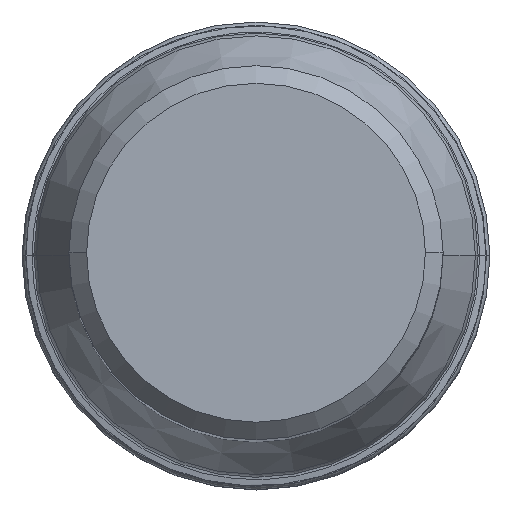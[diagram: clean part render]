
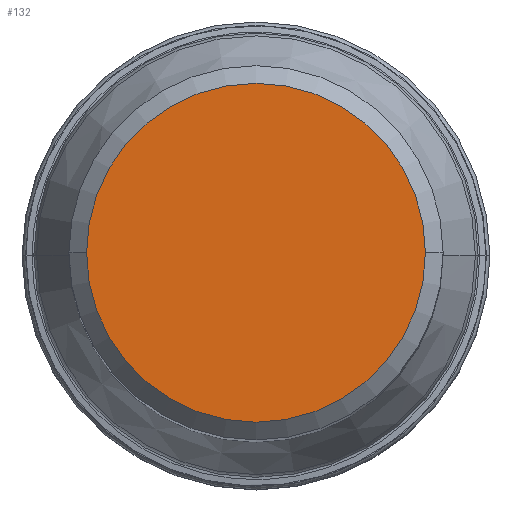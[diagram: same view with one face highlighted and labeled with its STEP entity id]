
A CAD part, top view. The second image highlights one B-rep face of the part: STEP entity #132.
In plain terms, the highlighted planar face has unit normal (0, 0, 1).
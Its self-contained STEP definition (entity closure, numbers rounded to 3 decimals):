
#32=PLANE('',#1134);
#132=ADVANCED_FACE('',(#202),#32,.F.);
#202=FACE_OUTER_BOUND('',#260,.T.);
#260=EDGE_LOOP('',(#448,#449,#450,#451));
#448=ORIENTED_EDGE('',*,*,#720,.T.);
#449=ORIENTED_EDGE('',*,*,#721,.T.);
#450=ORIENTED_EDGE('',*,*,#722,.T.);
#451=ORIENTED_EDGE('',*,*,#723,.T.);
#601=VERTEX_POINT('',#2299);
#602=VERTEX_POINT('',#2300);
#603=VERTEX_POINT('',#2302);
#604=VERTEX_POINT('',#2304);
#720=EDGE_CURVE('',#601,#602,#861,.T.);
#721=EDGE_CURVE('',#602,#603,#862,.T.);
#722=EDGE_CURVE('',#603,#604,#863,.T.);
#723=EDGE_CURVE('',#604,#601,#864,.T.);
#861=CIRCLE('',#1130,11.5);
#862=CIRCLE('',#1131,11.5);
#863=CIRCLE('',#1132,11.5);
#864=CIRCLE('',#1133,11.5);
#1130=AXIS2_PLACEMENT_3D('',#2298,#1370,#1371);
#1131=AXIS2_PLACEMENT_3D('',#2301,#1372,#1373);
#1132=AXIS2_PLACEMENT_3D('',#2303,#1374,#1375);
#1133=AXIS2_PLACEMENT_3D('',#2305,#1376,#1377);
#1134=AXIS2_PLACEMENT_3D('',#2306,#1378,#1379);
#1370=DIRECTION('',(0.,0.,1.));
#1371=DIRECTION('',(0.,1.,0.));
#1372=DIRECTION('',(0.,0.,1.));
#1373=DIRECTION('',(-1.,0.,0.));
#1374=DIRECTION('',(0.,0.,1.));
#1375=DIRECTION('',(0.,-1.,0.));
#1376=DIRECTION('',(0.,0.,1.));
#1377=DIRECTION('',(1.,0.,0.));
#1378=DIRECTION('',(0.,0.,-1.));
#1379=DIRECTION('',(-1.,0.,0.));
#2298=CARTESIAN_POINT('',(0.,0.,43.656));
#2299=CARTESIAN_POINT('',(0.,11.5,43.656));
#2300=CARTESIAN_POINT('',(-11.5,0.,43.656));
#2301=CARTESIAN_POINT('',(0.,0.,43.656));
#2302=CARTESIAN_POINT('',(0.,-11.5,43.656));
#2303=CARTESIAN_POINT('',(0.,0.,43.656));
#2304=CARTESIAN_POINT('',(11.5,0.,43.656));
#2305=CARTESIAN_POINT('',(0.,0.,43.656));
#2306=CARTESIAN_POINT('',(0.,0.,43.656));
